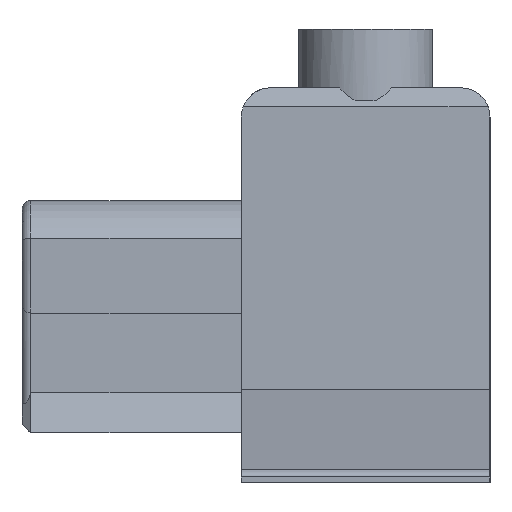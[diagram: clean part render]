
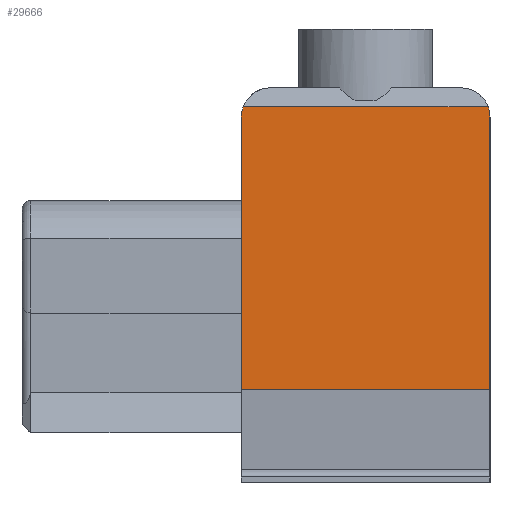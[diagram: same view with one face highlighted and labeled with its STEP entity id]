
A CAD part, left-side view. The second image highlights one B-rep face of the part: STEP entity #29666.
In plain terms, the highlighted planar face has unit normal (-1, 0, 0).
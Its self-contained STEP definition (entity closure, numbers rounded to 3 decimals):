
#966=CIRCLE('',#31226,1.);
#967=CIRCLE('',#31227,1.);
#2895=ORIENTED_EDGE('',*,*,#7759,.F.);
#2896=ORIENTED_EDGE('',*,*,#9184,.T.);
#2897=ORIENTED_EDGE('',*,*,#7981,.T.);
#2898=ORIENTED_EDGE('',*,*,#9185,.T.);
#2899=ORIENTED_EDGE('',*,*,#9186,.F.);
#2900=ORIENTED_EDGE('',*,*,#9187,.T.);
#7759=EDGE_CURVE('',#10966,#10967,#13014,.T.);
#7981=EDGE_CURVE('',#11189,#11188,#13202,.T.);
#9184=EDGE_CURVE('',#10966,#11189,#14102,.T.);
#9185=EDGE_CURVE('',#11188,#12264,#966,.T.);
#9186=EDGE_CURVE('',#12265,#12264,#14103,.T.);
#9187=EDGE_CURVE('',#12265,#10967,#967,.T.);
#10966=VERTEX_POINT('',#39289);
#10967=VERTEX_POINT('',#39291);
#11188=VERTEX_POINT('',#39734);
#11189=VERTEX_POINT('',#39736);
#12264=VERTEX_POINT('',#42215);
#12265=VERTEX_POINT('',#42217);
#13014=LINE('',#39290,#15371);
#13202=LINE('',#39735,#15559);
#14102=LINE('',#42213,#16459);
#14103=LINE('',#42216,#16460);
#15371=VECTOR('',#32822,1000.);
#15559=VECTOR('',#33080,1000.);
#16459=VECTOR('',#34986,1000.);
#16460=VECTOR('',#34989,1000.);
#17926=EDGE_LOOP('',(#2895,#2896,#2897,#2898,#2899,#2900));
#19231=FACE_BOUND('',#17926,.T.);
#20459=PLANE('',#31225);
#29666=ADVANCED_FACE('',(#19231),#20459,.T.);
#31225=AXIS2_PLACEMENT_3D('',#42212,#34984,#34985);
#31226=AXIS2_PLACEMENT_3D('',#42214,#34987,#34988);
#31227=AXIS2_PLACEMENT_3D('',#42218,#34990,#34991);
#32822=DIRECTION('',(0.,0.,1.));
#33080=DIRECTION('',(0.,0.,1.));
#34984=DIRECTION('',(-1.,0.,0.));
#34985=DIRECTION('',(0.,0.,1.));
#34986=DIRECTION('',(0.,-1.,0.));
#34987=DIRECTION('',(-1.,0.,0.));
#34988=DIRECTION('',(0.,0.,1.));
#34989=DIRECTION('',(0.,-1.,0.));
#34990=DIRECTION('',(-1.,0.,0.));
#34991=DIRECTION('',(0.,0.,1.));
#39289=CARTESIAN_POINT('',(-40.,4.25,-3.));
#39290=CARTESIAN_POINT('',(-40.,4.25,-6.2));
#39291=CARTESIAN_POINT('',(-40.,4.25,6.3));
#39734=CARTESIAN_POINT('',(-40.,-4.25,6.3));
#39735=CARTESIAN_POINT('',(-40.,-4.25,-6.2));
#39736=CARTESIAN_POINT('',(-40.,-4.25,-3.));
#42212=CARTESIAN_POINT('',(-40.,-4.25,-6.2));
#42213=CARTESIAN_POINT('',(-40.,77.914,-3.));
#42214=CARTESIAN_POINT('',(-40.,-3.25,6.3));
#42215=CARTESIAN_POINT('',(-40.,-4.187,6.65));
#42216=CARTESIAN_POINT('',(-40.,4.25,6.65));
#42217=CARTESIAN_POINT('',(-40.,4.187,6.65));
#42218=CARTESIAN_POINT('',(-40.,3.25,6.3));
